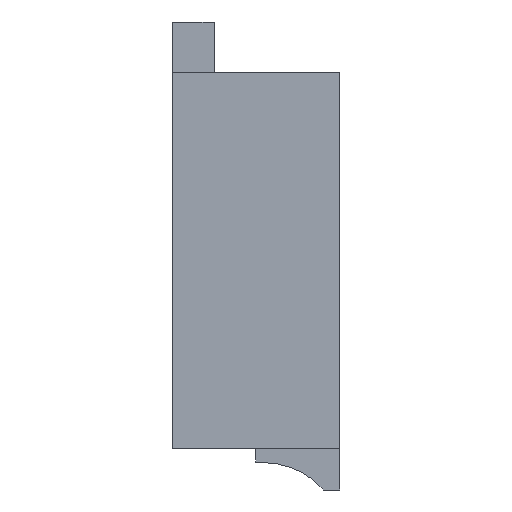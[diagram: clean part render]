
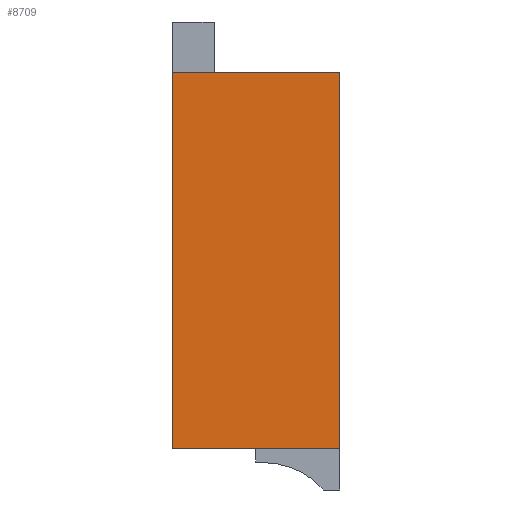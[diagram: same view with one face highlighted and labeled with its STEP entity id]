
A CAD part, left-side view. The second image highlights one B-rep face of the part: STEP entity #8709.
In plain terms, the highlighted planar face has unit normal (-1, 0, 0).
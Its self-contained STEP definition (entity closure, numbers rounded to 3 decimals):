
#412=DIRECTION('',(0.,0.,1.));
#413=VECTOR('',#412,4.5);
#414=CARTESIAN_POINT('',(-8.05,0.,-2.25));
#415=LINE('',#414,#413);
#1592=DIRECTION('',(0.,1.,0.));
#1593=VECTOR('',#1592,2.);
#1594=CARTESIAN_POINT('',(-8.05,0.,2.25));
#1595=LINE('',#1594,#1593);
#3276=DIRECTION('',(0.,0.,1.));
#3277=VECTOR('',#3276,4.5);
#3278=CARTESIAN_POINT('',(-8.05,2.,-2.25));
#3279=LINE('',#3278,#3277);
#3324=DIRECTION('',(0.,1.,0.));
#3325=VECTOR('',#3324,2.);
#3326=CARTESIAN_POINT('',(-8.05,0.,-2.25));
#3327=LINE('',#3326,#3325);
#3336=CARTESIAN_POINT('',(-8.05,0.,-2.25));
#3337=CARTESIAN_POINT('',(-8.05,0.,2.25));
#3338=VERTEX_POINT('',#3336);
#3339=VERTEX_POINT('',#3337);
#3344=CARTESIAN_POINT('',(-8.05,2.,-2.25));
#3345=CARTESIAN_POINT('',(-8.05,2.,2.25));
#3346=VERTEX_POINT('',#3344);
#3347=VERTEX_POINT('',#3345);
#8698=CARTESIAN_POINT('',(-8.05,0.,-2.25));
#8699=DIRECTION('',(-1.,0.,0.));
#8700=DIRECTION('',(0.,0.,1.));
#8701=AXIS2_PLACEMENT_3D('',#8698,#8699,#8700);
#8702=PLANE('',#8701);
#8703=ORIENTED_EDGE('',*,*,#4481,.F.);
#8704=ORIENTED_EDGE('',*,*,#4504,.T.);
#8705=ORIENTED_EDGE('',*,*,#8648,.T.);
#8706=ORIENTED_EDGE('',*,*,#6500,.F.);
#8707=EDGE_LOOP('',(#8703,#8704,#8705,#8706));
#8708=FACE_OUTER_BOUND('',#8707,.F.);
#8709=ADVANCED_FACE('',(#8708),#8702,.T.);
#4481=EDGE_CURVE('',#3338,#3339,#415,.T.);
#4504=EDGE_CURVE('',#3338,#3346,#3327,.T.);
#6500=EDGE_CURVE('',#3339,#3347,#1595,.T.);
#8648=EDGE_CURVE('',#3346,#3347,#3279,.T.);
